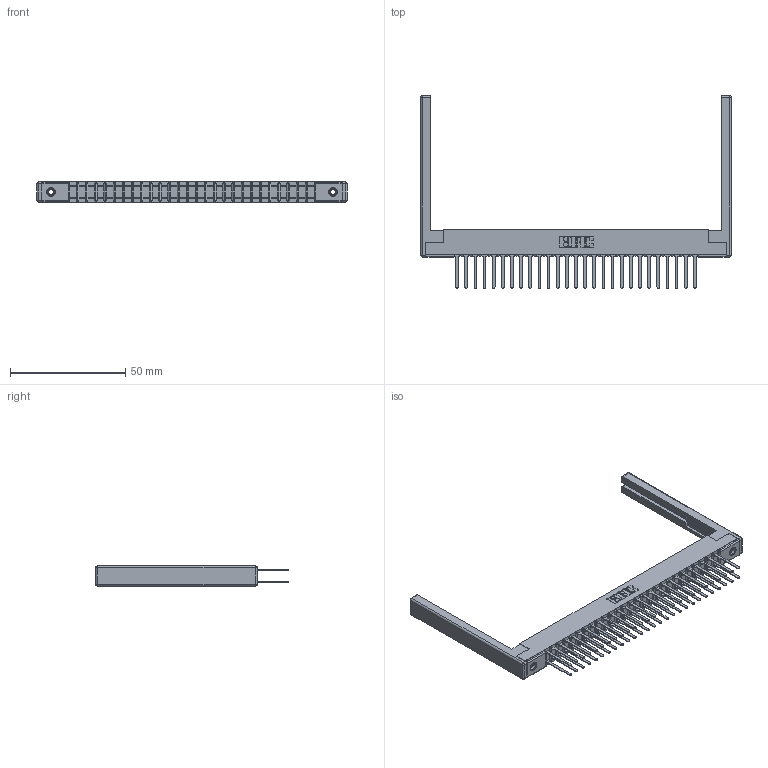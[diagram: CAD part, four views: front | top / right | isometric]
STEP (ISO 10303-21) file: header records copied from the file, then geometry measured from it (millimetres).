
FILE_DESCRIPTION (( 'STEP AP203' ), '1' );
FILE_NAME ('307-054-542-268.STEP', '2019-09-06T12:57:14', ( '' ), ( '' ), 'SwSTEP 2.0', 'SolidWorks 2016', '' );
FILE_SCHEMA (( 'CONFIG_CONTROL_DESIGN' ));
Length unit declared in the file: inch
Products named in the file (5): 307 Part_.156 Dia Mounting Holes; 307-220-068; 307-290-001_542; 345-250-001_345-250-001-102; 307-054-542-268
Assembly tree (59 placements, depth 2):
  307-054-542-268
    307 Part_.156 Dia Mounting Holes
    307-290-001_542  x54
    307-220-068  x2
    345-250-001_345-250-001-102  x2
Bounding box: 134.42 x 83.39 x 8.71 mm (x, y, z)
Volume: 13559.5 mm3; surface area: 21346.1 mm2
Topology: 59 solids, 59 shells, 2784 faces, 7733 edges, 4986 vertices
Faces by surface type: plane 1832, cylinder 872, sphere 64, cone 12, torus 4
Entity records: 28587 total; most frequent: CARTESIAN_POINT 4656, ORIENTED_EDGE 4604, DIRECTION 4582, EDGE_CURVE 2302, LINE 1758, VECTOR 1758, VERTEX_POINT 1486, AXIS2_PLACEMENT_3D 1412
